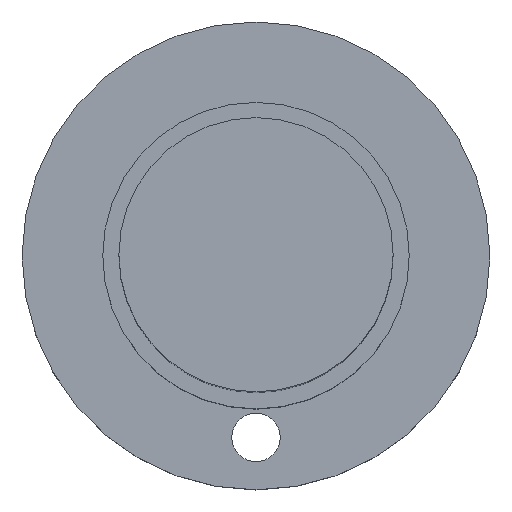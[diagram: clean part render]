
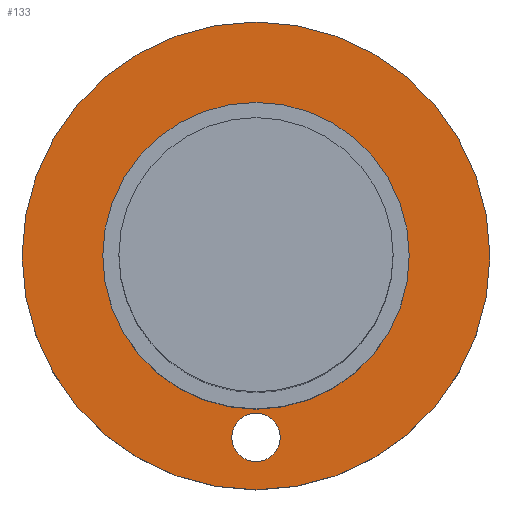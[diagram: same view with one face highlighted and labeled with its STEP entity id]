
A CAD part, top view. The second image highlights one B-rep face of the part: STEP entity #133.
In plain terms, the highlighted planar face has unit normal (0, 0, 1).
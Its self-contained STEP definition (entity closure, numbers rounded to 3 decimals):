
#16=FACE_BOUND('',#40,.T.);
#17=FACE_BOUND('',#41,.T.);
#21=PLANE('',#162);
#28=FACE_OUTER_BOUND('',#39,.T.);
#39=EDGE_LOOP('',(#105));
#40=EDGE_LOOP('',(#106));
#41=EDGE_LOOP('',(#107));
#60=CIRCLE('',#155,1.5);
#64=CIRCLE('',#161,9.5);
#65=CIRCLE('',#163,14.5);
#70=VERTEX_POINT('',#223);
#74=VERTEX_POINT('',#234);
#75=VERTEX_POINT('',#238);
#80=EDGE_CURVE('',#70,#70,#60,.T.);
#85=EDGE_CURVE('',#74,#74,#64,.T.);
#87=EDGE_CURVE('',#75,#75,#65,.T.);
#105=ORIENTED_EDGE('',*,*,#87,.F.);
#106=ORIENTED_EDGE('',*,*,#80,.T.);
#107=ORIENTED_EDGE('',*,*,#85,.T.);
#133=ADVANCED_FACE('',(#28,#16,#17),#21,.T.);
#155=AXIS2_PLACEMENT_3D('',#224,#178,#179);
#161=AXIS2_PLACEMENT_3D('',#235,#191,#192);
#162=AXIS2_PLACEMENT_3D('',#237,#194,#195);
#163=AXIS2_PLACEMENT_3D('',#239,#196,#197);
#178=DIRECTION('center_axis',(0.,0.,-1.));
#179=DIRECTION('ref_axis',(1.,0.,0.));
#191=DIRECTION('center_axis',(0.,0.,-1.));
#192=DIRECTION('ref_axis',(1.,0.,0.));
#194=DIRECTION('center_axis',(0.,0.,1.));
#195=DIRECTION('ref_axis',(1.,0.,0.));
#196=DIRECTION('center_axis',(0.,0.,-1.));
#197=DIRECTION('ref_axis',(1.,0.,0.));
#223=CARTESIAN_POINT('',(-1.5,-11.25,5.));
#224=CARTESIAN_POINT('Origin',(0.,-11.25,5.));
#234=CARTESIAN_POINT('',(0.,-9.5,5.));
#235=CARTESIAN_POINT('Origin',(0.,0.,5.));
#237=CARTESIAN_POINT('Origin',(0.,14.5,5.));
#238=CARTESIAN_POINT('',(0.,-14.5,5.));
#239=CARTESIAN_POINT('Origin',(0.,0.,5.));
